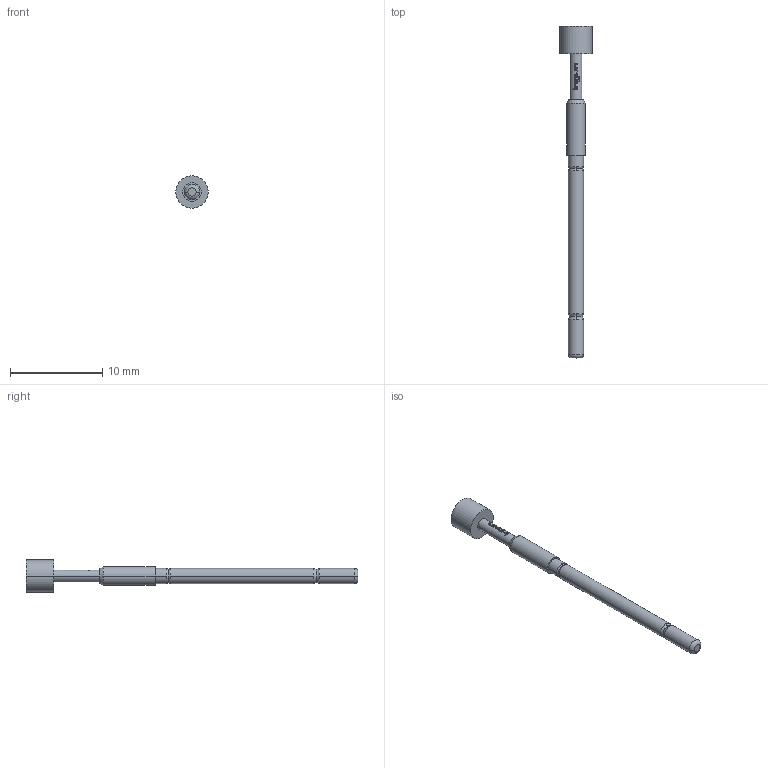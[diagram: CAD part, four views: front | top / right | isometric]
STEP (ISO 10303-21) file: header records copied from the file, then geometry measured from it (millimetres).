
FILE_DESCRIPTION (( 'STEP AP203' ), '1' );
FILE_NAME ('INGUN_GKS-912_303_350_A_xx06.STEP', '2021-10-15T10:15:20', ( 'ochi' ), ( '' ), 'SwSTEP 2.0', 'SolidWorks 2018', '' );
FILE_SCHEMA (( 'CONFIG_CONTROL_DESIGN' ));
Length unit declared in the file: millimetre
Products named in the file (1): INGUN_GKS-912_303_350_A_xx06
Bounding box: 3.5 x 36 x 3.5 mm (x, y, z)
Volume: 94.9 mm3; surface area: 230 mm2
Topology: 1 solids, 1 shells, 98 faces, 256 edges, 167 vertices
Faces by surface type: plane 34, bspline 32, cylinder 18, torus 10, cone 4
Entity records: 4043 total; most frequent: CARTESIAN_POINT 1980, ORIENTED_EDGE 508, EDGE_CURVE 254, DIRECTION 254, B_SPLINE_CURVE_WITH_KNOTS 186, VERTEX_POINT 167, AXIS2_PLACEMENT_3D 119, EDGE_LOOP 107
